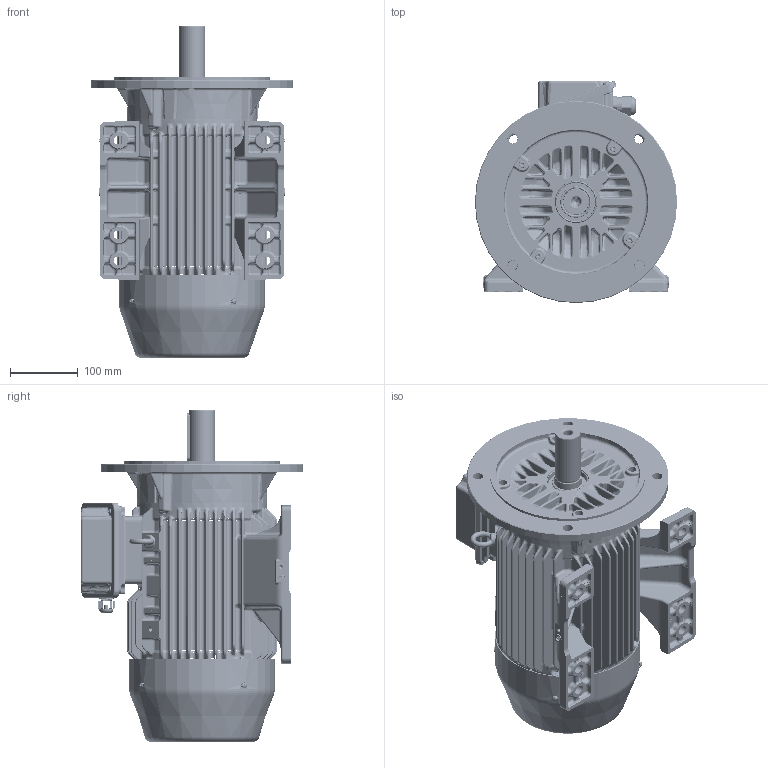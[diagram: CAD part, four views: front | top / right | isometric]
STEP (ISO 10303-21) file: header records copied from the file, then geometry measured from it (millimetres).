
FILE_DESCRIPTION(/* description */ (''),/* implementation_level */ '2;1');
FILE_NAME(/* name */ '6521757xx.stp',/* time_stamp */ '2021-03-30T11:24:20+03:00',/* author */ (''),/* organization */ (''),/* preprocessor_version */ 'ST-DEVELOPER v16',/* originating_system */ 'SIEMENS PLM Software NX 11.0',/* authorisation */ '');
FILE_SCHEMA (('AUTOMOTIVE_DESIGN { 1 0 10303 214 3 1 1 1 }'));
Products named in the file (1): 26000A30F4D8rojq
Bounding box: 299 x 328.63 x 491 mm (x, y, z)
Surface area: 982950.5 mm2 (no closed solid volume)
Topology: 0 solids, 158 shells, 5339 faces, 16529 edges, 10761 vertices
Faces by surface type: bspline 1948, cylinder 1516, plane 1042, torus 340, cone 315, sphere 174, extrusion 4
Full cylindrical faces by diameter (mm): 2.5 x2, 5 x8, 6 x1, 6.3 x1, 6.8 x2, 8 x5, 8.65 x4, 10 x2, 10.2 x1, 11.3 x1, 12 x4, 13 x1, 17.2 x2, 20 x2, 21 x1, 24.5 x1, 25.25 x2, 27.7 x2, 37.4 x1, 38 x1, 40 x1, 58.4 x1, 58.6 x1, 61 x1, 212 x1, 215 x1, 230 x1, 299 x1
Entity records: 243204 total; most frequent: CARTESIAN_POINT 111646, ORIENTED_EDGE 26529, DIRECTION 24594, EDGE_CURVE 16089, VERTEX_POINT 10717, AXIS2_PLACEMENT_3D 9845, EDGE_LOOP 5786, CIRCLE 5586
